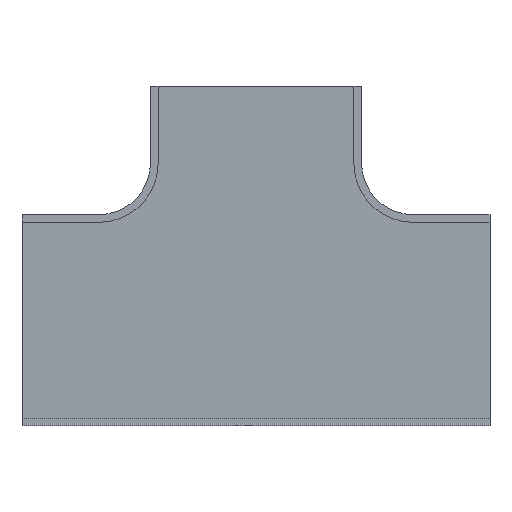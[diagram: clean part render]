
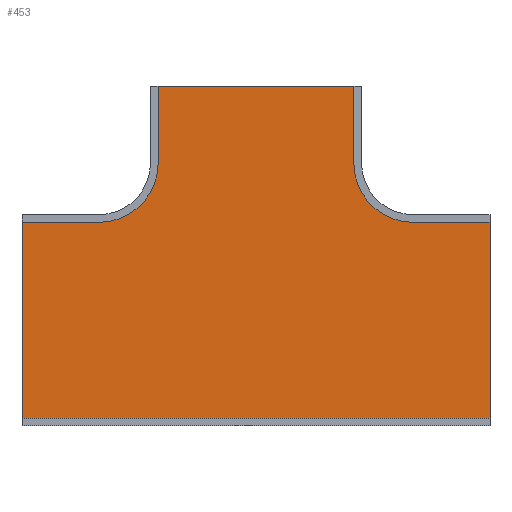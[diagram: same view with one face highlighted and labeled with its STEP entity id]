
A CAD part, front view. The second image highlights one B-rep face of the part: STEP entity #453.
In plain terms, the highlighted planar face has unit normal (0, -1, 0).
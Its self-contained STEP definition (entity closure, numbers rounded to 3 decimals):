
#8 = CARTESIAN_POINT ( 'NONE',  ( -36.45, 30.7, -26.982 ) ) ;
#21 = AXIS2_PLACEMENT_3D ( 'NONE', #465, #450, #444 ) ;
#22 = LINE ( 'NONE', #540, #32 ) ;
#32 = VECTOR ( 'NONE', #537, 1000. ) ;
#59 = LINE ( 'NONE', #561, #112 ) ;
#84 = DIRECTION ( 'NONE',  ( 0., 0., 1. ) ) ;
#89 = DIRECTION ( 'NONE',  ( 0., -1., 0. ) ) ;
#90 = VECTOR ( 'NONE', #332, 1000. ) ;
#92 = CARTESIAN_POINT ( 'NONE',  ( -36.45, 30.7, 3.518 ) ) ;
#97 = CARTESIAN_POINT ( 'NONE',  ( 24.45, 30.7, 12.718 ) ) ;
#109 = LINE ( 'NONE', #353, #566 ) ;
#112 = VECTOR ( 'NONE', #558, 1000. ) ;
#138 = AXIS2_PLACEMENT_3D ( 'NONE', #97, #89, #84 ) ;
#139 = VERTEX_POINT ( 'NONE', #548 ) ;
#158 = VERTEX_POINT ( 'NONE', #495 ) ;
#169 = ORIENTED_EDGE ( 'NONE', *, *, #443, .F. ) ;
#171 = VECTOR ( 'NONE', #687, 1000. ) ;
#172 = EDGE_CURVE ( 'NONE', #139, #615, #470, .T. ) ;
#174 = ORIENTED_EDGE ( 'NONE', *, *, #550, .F. ) ;
#178 = ORIENTED_EDGE ( 'NONE', *, *, #737, .F. ) ;
#188 = ORIENTED_EDGE ( 'NONE', *, *, #418, .F. ) ;
#191 = ORIENTED_EDGE ( 'NONE', *, *, #541, .F. ) ;
#202 = ORIENTED_EDGE ( 'NONE', *, *, #594, .F. ) ;
#211 = ORIENTED_EDGE ( 'NONE', *, *, #172, .F. ) ;
#212 = ORIENTED_EDGE ( 'NONE', *, *, #391, .F. ) ;
#220 = CARTESIAN_POINT ( 'NONE',  ( 15.25, 30.7, 24.718 ) ) ;
#221 = ORIENTED_EDGE ( 'NONE', *, *, #563, .F. ) ;
#222 = ORIENTED_EDGE ( 'NONE', *, *, #427, .F. ) ;
#238 = VECTOR ( 'NONE', #287, 1000. ) ;
#239 = VERTEX_POINT ( 'NONE', #342 ) ;
#244 = VERTEX_POINT ( 'NONE', #335 ) ;
#255 = VECTOR ( 'NONE', #320, 1000. ) ;
#258 = LINE ( 'NONE', #671, #171 ) ;
#275 = CARTESIAN_POINT ( 'NONE',  ( -15.25, 30.7, 12.718 ) ) ;
#287 = DIRECTION ( 'NONE',  ( 0., 0., 1. ) ) ;
#296 = CARTESIAN_POINT ( 'NONE',  ( -15.25, 30.7, 24.718 ) ) ;
#299 = AXIS2_PLACEMENT_3D ( 'NONE', #491, #480, #475 ) ;
#308 = VERTEX_POINT ( 'NONE', #220 ) ;
#317 = CARTESIAN_POINT ( 'NONE',  ( -15.25, 30.7, 24.718 ) ) ;
#320 = DIRECTION ( 'NONE',  ( 0., 0., 1. ) ) ;
#323 = CARTESIAN_POINT ( 'NONE',  ( -36.45, 30.7, 4.718 ) ) ;
#329 = VERTEX_POINT ( 'NONE', #92 ) ;
#330 = DIRECTION ( 'NONE',  ( 1., 0., 0. ) ) ;
#332 = DIRECTION ( 'NONE',  ( 1., 0., 0. ) ) ;
#334 = CARTESIAN_POINT ( 'NONE',  ( -16.45, 30.7, 24.718 ) ) ;
#335 = CARTESIAN_POINT ( 'NONE',  ( 24.45, 30.7, 3.518 ) ) ;
#342 = CARTESIAN_POINT ( 'NONE',  ( 15.25, 30.7, 12.718 ) ) ;
#344 = VERTEX_POINT ( 'NONE', #8 ) ;
#353 = CARTESIAN_POINT ( 'NONE',  ( 24.45, 30.7, 3.518 ) ) ;
#357 = FACE_OUTER_BOUND ( 'NONE', #662, .T. ) ;
#368 = VECTOR ( 'NONE', #492, 1000. ) ;
#369 = CARTESIAN_POINT ( 'NONE',  ( 36.45, 30.7, -26.982 ) ) ;
#391 = EDGE_CURVE ( 'NONE', #329, #139, #258, .T. ) ;
#418 = EDGE_CURVE ( 'NONE', #308, #239, #59, .T. ) ;
#427 = EDGE_CURVE ( 'NONE', #482, #344, #22, .T. ) ;
#439 = LINE ( 'NONE', #334, #90 ) ;
#443 = EDGE_CURVE ( 'NONE', #158, #482, #505, .T. ) ;
#444 = DIRECTION ( 'NONE',  ( 0., 0., 1. ) ) ;
#450 = DIRECTION ( 'NONE',  ( 0., -1., 0. ) ) ;
#453 = ADVANCED_FACE ( 'NONE', ( #357 ), #498, .F. ) ;
#465 = CARTESIAN_POINT ( 'NONE',  ( -24.45, 30.7, 12.718 ) ) ;
#470 = CIRCLE ( 'NONE', #21, 9.2 ) ;
#475 = DIRECTION ( 'NONE',  ( 0., 0., 1. ) ) ;
#480 = DIRECTION ( 'NONE',  ( 0., 1., 0. ) ) ;
#482 = VERTEX_POINT ( 'NONE', #369 ) ;
#491 = CARTESIAN_POINT ( 'NONE',  ( -24.45, 30.7, 12.718 ) ) ;
#492 = DIRECTION ( 'NONE',  ( 0., 0., -1. ) ) ;
#493 = CARTESIAN_POINT ( 'NONE',  ( 36.45, 30.7, 4.718 ) ) ;
#495 = CARTESIAN_POINT ( 'NONE',  ( 36.45, 30.7, 3.518 ) ) ;
#498 = PLANE ( 'NONE',  #299 ) ;
#505 = LINE ( 'NONE', #493, #368 ) ;
#537 = DIRECTION ( 'NONE',  ( -1., 0., 0. ) ) ;
#540 = CARTESIAN_POINT ( 'NONE',  ( -36.45, 30.7, -26.982 ) ) ;
#541 = EDGE_CURVE ( 'NONE', #602, #308, #439, .T. ) ;
#548 = CARTESIAN_POINT ( 'NONE',  ( -24.45, 30.7, 3.518 ) ) ;
#550 = EDGE_CURVE ( 'NONE', #244, #158, #109, .T. ) ;
#558 = DIRECTION ( 'NONE',  ( 0., 0., -1. ) ) ;
#561 = CARTESIAN_POINT ( 'NONE',  ( 15.25, 30.7, 24.718 ) ) ;
#563 = EDGE_CURVE ( 'NONE', #344, #329, #691, .T. ) ;
#566 = VECTOR ( 'NONE', #330, 1000. ) ;
#594 = EDGE_CURVE ( 'NONE', #615, #602, #678, .T. ) ;
#602 = VERTEX_POINT ( 'NONE', #317 ) ;
#615 = VERTEX_POINT ( 'NONE', #275 ) ;
#662 = EDGE_LOOP ( 'NONE', ( #169, #174, #178, #188, #191, #202, #211, #212, #221, #222 ) ) ;
#671 = CARTESIAN_POINT ( 'NONE',  ( -24.45, 30.7, 3.518 ) ) ;
#678 = LINE ( 'NONE', #296, #238 ) ;
#687 = DIRECTION ( 'NONE',  ( 1., 0., 0. ) ) ;
#691 = LINE ( 'NONE', #323, #255 ) ;
#703 = CIRCLE ( 'NONE', #138, 9.2 ) ;
#737 = EDGE_CURVE ( 'NONE', #239, #244, #703, .T. ) ;
